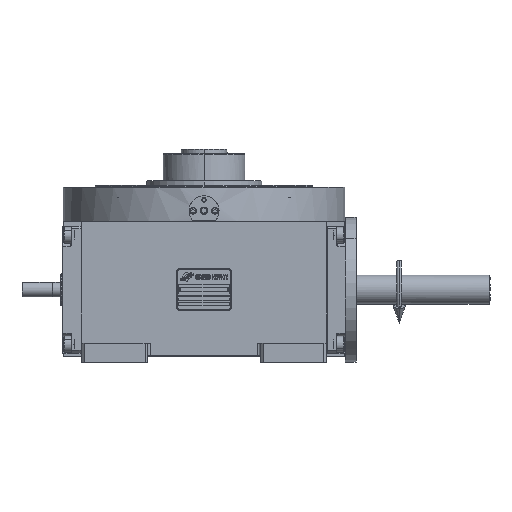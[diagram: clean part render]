
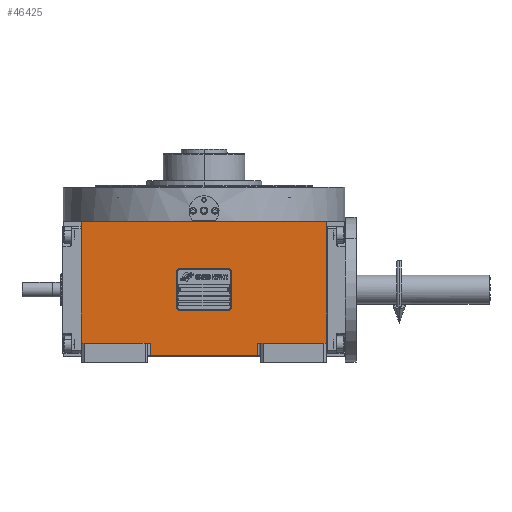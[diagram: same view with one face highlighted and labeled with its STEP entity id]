
A CAD part, top view. The second image highlights one B-rep face of the part: STEP entity #46425.
In plain terms, the highlighted planar face has unit normal (0, 0, 1).
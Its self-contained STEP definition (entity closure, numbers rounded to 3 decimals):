
#285 = CARTESIAN_POINT ( 'NONE',  ( -59., -59., 226. ) ) ;
#670 = DIRECTION ( 'NONE',  ( 0., 1., 0. ) ) ;
#735 = EDGE_CURVE ( 'NONE', #44537, #8716, #18635, .T. ) ;
#2507 = DIRECTION ( 'NONE',  ( 1., 0., 0. ) ) ;
#3170 = LINE ( 'NONE', #23476, #45084 ) ;
#3524 = ORIENTED_EDGE ( 'NONE', *, *, #37580, .F. ) ;
#3669 = DIRECTION ( 'NONE',  ( 0., 1., 0. ) ) ;
#3975 = CARTESIAN_POINT ( 'NONE',  ( 59., -59., 226. ) ) ;
#4457 = CARTESIAN_POINT ( 'NONE',  ( 59., -73., 226. ) ) ;
#4668 = VECTOR ( 'NONE', #2507, 1000. ) ;
#4903 = CARTESIAN_POINT ( 'NONE',  ( 59., -59., 226. ) ) ;
#4928 = AXIS2_PLACEMENT_3D ( 'NONE', #12458, #32807, #47818 ) ;
#6817 = LINE ( 'NONE', #48175, #4668 ) ;
#6934 = DIRECTION ( 'NONE',  ( 1., 0., 0. ) ) ;
#6999 = ORIENTED_EDGE ( 'NONE', *, *, #735, .T. ) ;
#7273 = LINE ( 'NONE', #47610, #35988 ) ;
#7918 = VECTOR ( 'NONE', #3669, 1000. ) ;
#8133 = ORIENTED_EDGE ( 'NONE', *, *, #58641, .T. ) ;
#8619 = CARTESIAN_POINT ( 'NONE',  ( -135., 75., 226. ) ) ;
#8716 = VERTEX_POINT ( 'NONE', #63669 ) ;
#11800 = PLANE ( 'NONE',  #4928 ) ;
#12458 = CARTESIAN_POINT ( 'NONE',  ( -135., -73., 226. ) ) ;
#14290 = DIRECTION ( 'NONE',  ( 1., 0., 0. ) ) ;
#14311 = LINE ( 'NONE', #34650, #7918 ) ;
#15276 = VERTEX_POINT ( 'NONE', #65505 ) ;
#15547 = CARTESIAN_POINT ( 'NONE',  ( 59., -59., 226. ) ) ;
#15680 = CARTESIAN_POINT ( 'NONE',  ( -135., -59., 226. ) ) ;
#18635 = LINE ( 'NONE', #3975, #46741 ) ;
#21491 = ORIENTED_EDGE ( 'NONE', *, *, #27940, .F. ) ;
#23476 = CARTESIAN_POINT ( 'NONE',  ( -59., -73., 226. ) ) ;
#24956 = ORIENTED_EDGE ( 'NONE', *, *, #26717, .F. ) ;
#25344 = CARTESIAN_POINT ( 'NONE',  ( -135., 75., 226. ) ) ;
#26717 = EDGE_CURVE ( 'NONE', #45696, #15276, #30986, .T. ) ;
#27450 = FACE_OUTER_BOUND ( 'NONE', #41329, .T. ) ;
#27940 = EDGE_CURVE ( 'NONE', #55781, #45696, #46656, .T. ) ;
#28783 = CARTESIAN_POINT ( 'NONE',  ( -59., -73., 226. ) ) ;
#30968 = VECTOR ( 'NONE', #670, 1000. ) ;
#30986 = LINE ( 'NONE', #25344, #62819 ) ;
#31504 = EDGE_CURVE ( 'NONE', #55781, #50446, #6817, .T. ) ;
#31535 = EDGE_CURVE ( 'NONE', #48443, #50446, #3170, .T. ) ;
#32807 = DIRECTION ( 'NONE',  ( 0., 0., 1. ) ) ;
#34650 = CARTESIAN_POINT ( 'NONE',  ( 135., -59., 226. ) ) ;
#35988 = VECTOR ( 'NONE', #6934, 1000. ) ;
#37580 = EDGE_CURVE ( 'NONE', #44537, #48711, #61924, .T. ) ;
#37949 = CARTESIAN_POINT ( 'NONE',  ( -135., -59., 226. ) ) ;
#38802 = ORIENTED_EDGE ( 'NONE', *, *, #63898, .T. ) ;
#41329 = EDGE_LOOP ( 'NONE', ( #38802, #3524, #6999, #8133, #24956, #21491, #50701, #51743 ) ) ;
#43814 = DIRECTION ( 'NONE',  ( 0., 1., 0. ) ) ;
#44537 = VERTEX_POINT ( 'NONE', #4903 ) ;
#45084 = VECTOR ( 'NONE', #43814, 1000. ) ;
#45696 = VERTEX_POINT ( 'NONE', #8619 ) ;
#46425 = ADVANCED_FACE ( 'NONE', ( #27450 ), #11800, .T. ) ;
#46656 = LINE ( 'NONE', #15680, #30968 ) ;
#46741 = VECTOR ( 'NONE', #14290, 1000. ) ;
#47610 = CARTESIAN_POINT ( 'NONE',  ( -59., -73., 226. ) ) ;
#47818 = DIRECTION ( 'NONE',  ( 1., 0., 0. ) ) ;
#48175 = CARTESIAN_POINT ( 'NONE',  ( -135., -59., 226. ) ) ;
#48443 = VERTEX_POINT ( 'NONE', #28783 ) ;
#48711 = VERTEX_POINT ( 'NONE', #4457 ) ;
#50446 = VERTEX_POINT ( 'NONE', #285 ) ;
#50701 = ORIENTED_EDGE ( 'NONE', *, *, #31504, .T. ) ;
#51334 = DIRECTION ( 'NONE',  ( 1., 0., 0. ) ) ;
#51743 = ORIENTED_EDGE ( 'NONE', *, *, #31535, .F. ) ;
#54088 = VECTOR ( 'NONE', #55930, 1000. ) ;
#55781 = VERTEX_POINT ( 'NONE', #37949 ) ;
#55930 = DIRECTION ( 'NONE',  ( 0., -1., 0. ) ) ;
#58641 = EDGE_CURVE ( 'NONE', #8716, #15276, #14311, .T. ) ;
#61924 = LINE ( 'NONE', #15547, #54088 ) ;
#62819 = VECTOR ( 'NONE', #51334, 1000. ) ;
#63669 = CARTESIAN_POINT ( 'NONE',  ( 135., -59., 226. ) ) ;
#63898 = EDGE_CURVE ( 'NONE', #48443, #48711, #7273, .T. ) ;
#65505 = CARTESIAN_POINT ( 'NONE',  ( 135., 75., 226. ) ) ;
